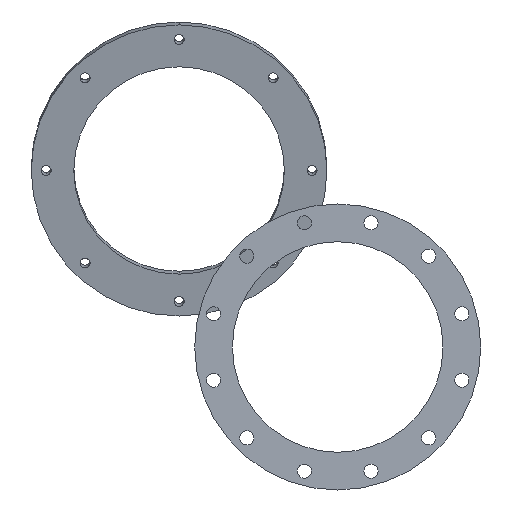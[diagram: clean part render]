
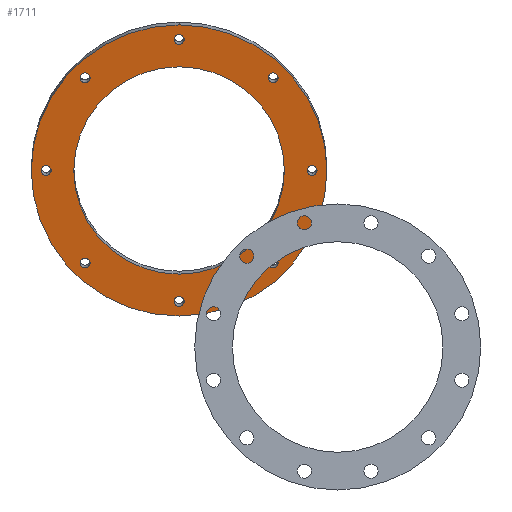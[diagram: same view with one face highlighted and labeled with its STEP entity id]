
A CAD part, left-side view. The second image highlights one B-rep face of the part: STEP entity #1711.
In plain terms, the highlighted face is planar.
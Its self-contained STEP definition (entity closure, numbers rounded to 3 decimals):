
#1302=CARTESIAN_POINT('',(26.,0.,0.));
#1303=DIRECTION('',(-1.,0.,0.));
#1304=DIRECTION('',(0.,0.,-1.));
#1305=AXIS2_PLACEMENT_3D('',#1302,#1303,#1304);
#1307=CARTESIAN_POINT('',(26.,0.,0.));
#1308=DIRECTION('',(-1.,0.,0.));
#1309=DIRECTION('',(0.,0.,1.));
#1310=AXIS2_PLACEMENT_3D('',#1307,#1308,#1309);
#1312=CARTESIAN_POINT('',(26.,0.,0.));
#1313=DIRECTION('',(1.,0.,0.));
#1314=DIRECTION('',(0.,0.,-1.));
#1315=AXIS2_PLACEMENT_3D('',#1312,#1313,#1314);
#1317=CARTESIAN_POINT('',(26.,0.,0.));
#1318=DIRECTION('',(1.,0.,0.));
#1319=DIRECTION('',(0.,0.,1.));
#1320=AXIS2_PLACEMENT_3D('',#1317,#1318,#1319);
#1322=CARTESIAN_POINT('',(26.,206.915,0.));
#1323=DIRECTION('',(1.,0.,0.));
#1324=DIRECTION('',(0.,0.,-1.));
#1325=AXIS2_PLACEMENT_3D('',#1322,#1323,#1324);
#1327=CARTESIAN_POINT('',(26.,206.915,0.));
#1328=DIRECTION('',(1.,0.,0.));
#1329=DIRECTION('',(0.,0.,1.));
#1330=AXIS2_PLACEMENT_3D('',#1327,#1328,#1329);
#1332=CARTESIAN_POINT('',(26.,146.311,-146.311));
#1333=DIRECTION('',(1.,0.,0.));
#1334=DIRECTION('',(0.,-0.707,-0.707));
#1335=AXIS2_PLACEMENT_3D('',#1332,#1333,#1334);
#1337=CARTESIAN_POINT('',(26.,146.311,-146.311));
#1338=DIRECTION('',(1.,0.,0.));
#1339=DIRECTION('',(0.,0.707,0.707));
#1340=AXIS2_PLACEMENT_3D('',#1337,#1338,#1339);
#1342=CARTESIAN_POINT('',(26.,0.,-206.915));
#1343=DIRECTION('',(1.,0.,0.));
#1344=DIRECTION('',(0.,-1.,0.));
#1345=AXIS2_PLACEMENT_3D('',#1342,#1343,#1344);
#1347=CARTESIAN_POINT('',(26.,0.,-206.915));
#1348=DIRECTION('',(1.,0.,0.));
#1349=DIRECTION('',(0.,1.,0.));
#1350=AXIS2_PLACEMENT_3D('',#1347,#1348,#1349);
#1352=CARTESIAN_POINT('',(26.,-146.311,-146.311));
#1353=DIRECTION('',(1.,0.,0.));
#1354=DIRECTION('',(0.,-0.707,0.707));
#1355=AXIS2_PLACEMENT_3D('',#1352,#1353,#1354);
#1357=CARTESIAN_POINT('',(26.,-146.311,-146.311));
#1358=DIRECTION('',(1.,0.,0.));
#1359=DIRECTION('',(0.,0.707,-0.707));
#1360=AXIS2_PLACEMENT_3D('',#1357,#1358,#1359);
#1362=CARTESIAN_POINT('',(26.,-206.915,0.));
#1363=DIRECTION('',(1.,0.,0.));
#1364=DIRECTION('',(0.,0.,1.));
#1365=AXIS2_PLACEMENT_3D('',#1362,#1363,#1364);
#1367=CARTESIAN_POINT('',(26.,-206.915,0.));
#1368=DIRECTION('',(1.,0.,0.));
#1369=DIRECTION('',(0.,0.,-1.));
#1370=AXIS2_PLACEMENT_3D('',#1367,#1368,#1369);
#1372=CARTESIAN_POINT('',(26.,-146.311,146.311));
#1373=DIRECTION('',(1.,0.,0.));
#1374=DIRECTION('',(0.,0.707,0.707));
#1375=AXIS2_PLACEMENT_3D('',#1372,#1373,#1374);
#1377=CARTESIAN_POINT('',(26.,-146.311,146.311));
#1378=DIRECTION('',(1.,0.,0.));
#1379=DIRECTION('',(0.,-0.707,-0.707));
#1380=AXIS2_PLACEMENT_3D('',#1377,#1378,#1379);
#1382=CARTESIAN_POINT('',(26.,0.,206.915));
#1383=DIRECTION('',(1.,0.,0.));
#1384=DIRECTION('',(0.,1.,0.));
#1385=AXIS2_PLACEMENT_3D('',#1382,#1383,#1384);
#1387=CARTESIAN_POINT('',(26.,0.,206.915));
#1388=DIRECTION('',(1.,0.,0.));
#1389=DIRECTION('',(0.,-1.,0.));
#1390=AXIS2_PLACEMENT_3D('',#1387,#1388,#1389);
#1392=CARTESIAN_POINT('',(26.,146.311,146.311));
#1393=DIRECTION('',(1.,0.,0.));
#1394=DIRECTION('',(0.,0.707,-0.707));
#1395=AXIS2_PLACEMENT_3D('',#1392,#1393,#1394);
#1397=CARTESIAN_POINT('',(26.,146.311,146.311));
#1398=DIRECTION('',(1.,0.,0.));
#1399=DIRECTION('',(0.,-0.707,0.707));
#1400=AXIS2_PLACEMENT_3D('',#1397,#1398,#1399);
#1482=CARTESIAN_POINT('',(26.,0.,-163.8));
#1483=CARTESIAN_POINT('',(26.,0.,163.8));
#1484=VERTEX_POINT('',#1482);
#1485=VERTEX_POINT('',#1483);
#1486=CARTESIAN_POINT('',(26.,0.,-230.));
#1487=CARTESIAN_POINT('',(26.,0.,230.));
#1488=VERTEX_POINT('',#1486);
#1489=VERTEX_POINT('',#1487);
#1494=CARTESIAN_POINT('',(26.,206.915,-7.75));
#1495=CARTESIAN_POINT('',(26.,206.915,7.75));
#1496=VERTEX_POINT('',#1494);
#1497=VERTEX_POINT('',#1495);
#1502=CARTESIAN_POINT('',(26.,140.831,-151.791));
#1503=CARTESIAN_POINT('',(26.,151.791,-140.831));
#1504=VERTEX_POINT('',#1502);
#1505=VERTEX_POINT('',#1503);
#1510=CARTESIAN_POINT('',(26.,-7.75,-206.915));
#1511=CARTESIAN_POINT('',(26.,7.75,-206.915));
#1512=VERTEX_POINT('',#1510);
#1513=VERTEX_POINT('',#1511);
#1518=CARTESIAN_POINT('',(26.,-151.791,-140.831));
#1519=CARTESIAN_POINT('',(26.,-140.831,-151.791));
#1520=VERTEX_POINT('',#1518);
#1521=VERTEX_POINT('',#1519);
#1526=CARTESIAN_POINT('',(26.,-206.915,7.75));
#1527=CARTESIAN_POINT('',(26.,-206.915,-7.75));
#1528=VERTEX_POINT('',#1526);
#1529=VERTEX_POINT('',#1527);
#1534=CARTESIAN_POINT('',(26.,-140.831,151.791));
#1535=CARTESIAN_POINT('',(26.,-151.791,140.831));
#1536=VERTEX_POINT('',#1534);
#1537=VERTEX_POINT('',#1535);
#1542=CARTESIAN_POINT('',(26.,7.75,206.915));
#1543=CARTESIAN_POINT('',(26.,-7.75,206.915));
#1544=VERTEX_POINT('',#1542);
#1545=VERTEX_POINT('',#1543);
#1550=CARTESIAN_POINT('',(26.,151.791,140.831));
#1551=CARTESIAN_POINT('',(26.,140.831,151.791));
#1552=VERTEX_POINT('',#1550);
#1553=VERTEX_POINT('',#1551);
#1648=CARTESIAN_POINT('',(26.,0.,0.));
#1649=DIRECTION('',(1.,0.,0.));
#1650=DIRECTION('',(0.,0.,-1.));
#1651=AXIS2_PLACEMENT_3D('',#1648,#1649,#1650);
#1652=PLANE('',#1651);
#1654=ORIENTED_EDGE('',*,*,#1653,.F.);
#1656=ORIENTED_EDGE('',*,*,#1655,.F.);
#1657=EDGE_LOOP('',(#1654,#1656));
#1658=FACE_OUTER_BOUND('',#1657,.F.);
#1659=ORIENTED_EDGE('',*,*,#1628,.F.);
#1660=ORIENTED_EDGE('',*,*,#1642,.F.);
#1661=EDGE_LOOP('',(#1659,#1660));
#1662=FACE_BOUND('',#1661,.F.);
#1664=ORIENTED_EDGE('',*,*,#1663,.T.);
#1666=ORIENTED_EDGE('',*,*,#1665,.T.);
#1667=EDGE_LOOP('',(#1664,#1666));
#1668=FACE_BOUND('',#1667,.F.);
#1670=ORIENTED_EDGE('',*,*,#1669,.T.);
#1672=ORIENTED_EDGE('',*,*,#1671,.T.);
#1673=EDGE_LOOP('',(#1670,#1672));
#1674=FACE_BOUND('',#1673,.F.);
#1676=ORIENTED_EDGE('',*,*,#1675,.T.);
#1678=ORIENTED_EDGE('',*,*,#1677,.T.);
#1679=EDGE_LOOP('',(#1676,#1678));
#1680=FACE_BOUND('',#1679,.F.);
#1682=ORIENTED_EDGE('',*,*,#1681,.T.);
#1684=ORIENTED_EDGE('',*,*,#1683,.T.);
#1685=EDGE_LOOP('',(#1682,#1684));
#1686=FACE_BOUND('',#1685,.F.);
#1688=ORIENTED_EDGE('',*,*,#1687,.T.);
#1690=ORIENTED_EDGE('',*,*,#1689,.T.);
#1691=EDGE_LOOP('',(#1688,#1690));
#1692=FACE_BOUND('',#1691,.F.);
#1694=ORIENTED_EDGE('',*,*,#1693,.T.);
#1696=ORIENTED_EDGE('',*,*,#1695,.T.);
#1697=EDGE_LOOP('',(#1694,#1696));
#1698=FACE_BOUND('',#1697,.F.);
#1700=ORIENTED_EDGE('',*,*,#1699,.T.);
#1702=ORIENTED_EDGE('',*,*,#1701,.T.);
#1703=EDGE_LOOP('',(#1700,#1702));
#1704=FACE_BOUND('',#1703,.F.);
#1706=ORIENTED_EDGE('',*,*,#1705,.T.);
#1708=ORIENTED_EDGE('',*,*,#1707,.T.);
#1709=EDGE_LOOP('',(#1706,#1708));
#1710=FACE_BOUND('',#1709,.F.);
#1711=ADVANCED_FACE('',(#1658,#1662,#1668,#1674,#1680,#1686,#1692,#1698,#1704,
#1710),#1652,.T.);
#1306=CIRCLE('',#1305,163.8);
#1311=CIRCLE('',#1310,163.8);
#1316=CIRCLE('',#1315,230.);
#1321=CIRCLE('',#1320,230.);
#1326=CIRCLE('',#1325,7.75);
#1331=CIRCLE('',#1330,7.75);
#1336=CIRCLE('',#1335,7.75);
#1341=CIRCLE('',#1340,7.75);
#1346=CIRCLE('',#1345,7.75);
#1351=CIRCLE('',#1350,7.75);
#1356=CIRCLE('',#1355,7.75);
#1361=CIRCLE('',#1360,7.75);
#1366=CIRCLE('',#1365,7.75);
#1371=CIRCLE('',#1370,7.75);
#1376=CIRCLE('',#1375,7.75);
#1381=CIRCLE('',#1380,7.75);
#1386=CIRCLE('',#1385,7.75);
#1391=CIRCLE('',#1390,7.75);
#1396=CIRCLE('',#1395,7.75);
#1401=CIRCLE('',#1400,7.75);
#1628=EDGE_CURVE('',#1484,#1485,#1306,.T.);
#1642=EDGE_CURVE('',#1485,#1484,#1311,.T.);
#1653=EDGE_CURVE('',#1488,#1489,#1316,.T.);
#1655=EDGE_CURVE('',#1489,#1488,#1321,.T.);
#1663=EDGE_CURVE('',#1496,#1497,#1326,.T.);
#1665=EDGE_CURVE('',#1497,#1496,#1331,.T.);
#1669=EDGE_CURVE('',#1504,#1505,#1336,.T.);
#1671=EDGE_CURVE('',#1505,#1504,#1341,.T.);
#1675=EDGE_CURVE('',#1512,#1513,#1346,.T.);
#1677=EDGE_CURVE('',#1513,#1512,#1351,.T.);
#1681=EDGE_CURVE('',#1520,#1521,#1356,.T.);
#1683=EDGE_CURVE('',#1521,#1520,#1361,.T.);
#1687=EDGE_CURVE('',#1528,#1529,#1366,.T.);
#1689=EDGE_CURVE('',#1529,#1528,#1371,.T.);
#1693=EDGE_CURVE('',#1536,#1537,#1376,.T.);
#1695=EDGE_CURVE('',#1537,#1536,#1381,.T.);
#1699=EDGE_CURVE('',#1544,#1545,#1386,.T.);
#1701=EDGE_CURVE('',#1545,#1544,#1391,.T.);
#1705=EDGE_CURVE('',#1552,#1553,#1396,.T.);
#1707=EDGE_CURVE('',#1553,#1552,#1401,.T.);
